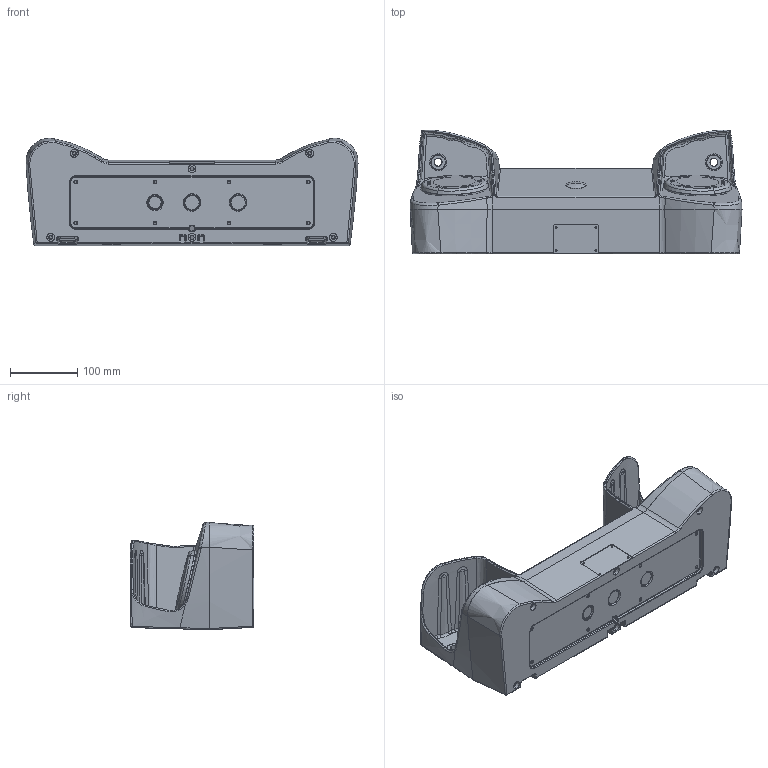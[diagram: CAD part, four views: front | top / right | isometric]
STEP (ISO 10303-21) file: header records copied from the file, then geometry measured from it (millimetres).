
FILE_DESCRIPTION (( 'STEP AP203' ), '1' );
FILE_NAME ('SafeCap-BP02.STEP', '2012-10-30T15:13:12', ( '' ), ( '' ), 'SwSTEP 2.0', 'SolidWorks 2011', '' );
FILE_SCHEMA (( 'CONFIG_CONTROL_DESIGN' ));
Length unit declared in the file: millimetre
Products named in the file (1): SafeCap-BP02
Bounding box: 493.62 x 184.1 x 159.62 mm (x, y, z)
Surface area: 389157.4 mm2 (no closed solid volume)
Topology: 0 solids, 37 shells, 676 faces, 2452 edges, 1804 vertices
Faces by surface type: bspline 249, plane 126, cylinder 116, cone 99, torus 84, sphere 2
Entity records: 49371 total; most frequent: CARTESIAN_POINT 31233, ORIENTED_EDGE 3826, DIRECTION 2963, EDGE_CURVE 2444, VERTEX_POINT 1804, AXIS2_PLACEMENT_3D 1055, LINE 853, EDGE_LOOP 853
